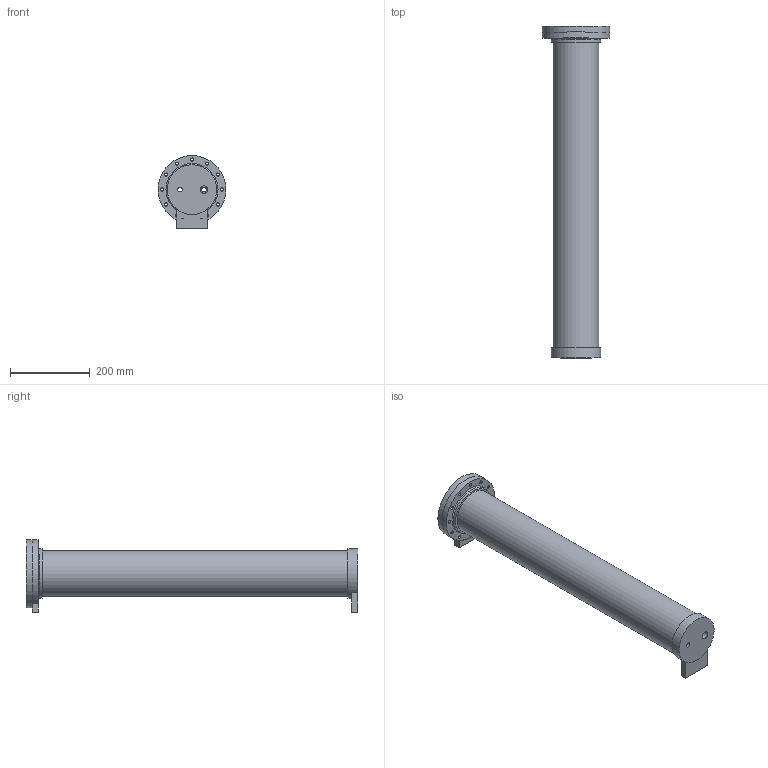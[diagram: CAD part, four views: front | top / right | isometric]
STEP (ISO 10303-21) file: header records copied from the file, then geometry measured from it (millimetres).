
FILE_DESCRIPTION(/* description */ (''),/* implementation_level */ '2;1');
FILE_NAME(/* name */ 'Reservoir Kérosène.step',/* time_stamp */ '2019-06-09T19:41:35+02:00',/* author */ (''),/* organization */ (''),/* preprocessor_version */ 'ST-DEVELOPER v18',/* originating_system */ 'Autodesk Translation Framework v8.2.0.1029',/* authorisation */ '');
FILE_SCHEMA (('AUTOMOTIVE_DESIGN { 1 0 10303 214 3 1 1 }'));
Length unit declared in the file: millimetre
Products named in the file (4): Reservoir Kérosène - plan; Fond bas - kerosène; Fixation haut - kerosène; Fond haut - kerosène
Assembly tree (3 placements, depth 2):
  Reservoir Kérosène - plan
    Fond bas - kerosène
    Fixation haut - kerosène
    Fond haut - kerosène
Bounding box: 170 x 830 x 182.15 mm (x, y, z)
Volume: 1605411.8 mm3; surface area: 732406.4 mm2
Topology: 6 solids, 6 shells, 99 faces, 233 edges, 162 vertices
Faces by surface type: cylinder 58, plane 34, torus 5, cone 2
Full cylindrical faces by diameter (mm): 5.2 x10, 6 x2, 8 x24, 10 x4, 11.8 x3, 19 x1, 108.3 x1, 114.3 x3, 119 x1, 120 x1, 124.3 x2, 130 x1, 131 x1, 170 x2
Entity records: 3510 total; most frequent: CARTESIAN_POINT 837, DIRECTION 568, ORIENTED_EDGE 466, AXIS2_PLACEMENT_3D 245, EDGE_CURVE 233, EDGE_LOOP 187, VERTEX_POINT 162, CIRCLE 139
